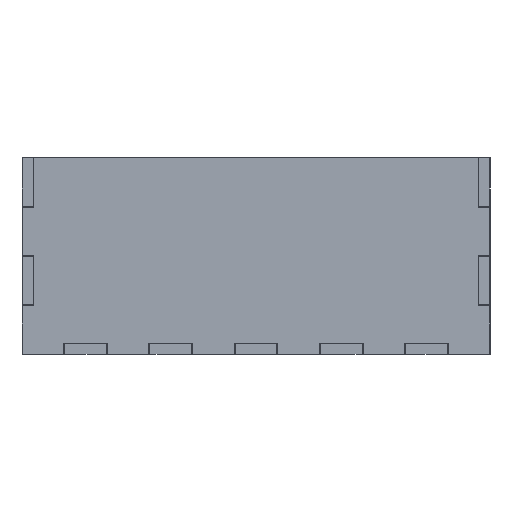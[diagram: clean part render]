
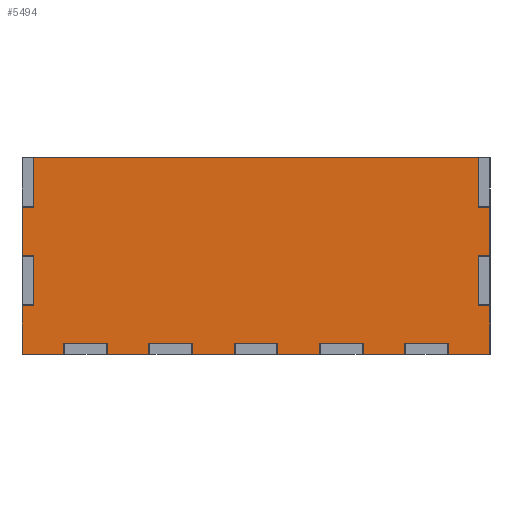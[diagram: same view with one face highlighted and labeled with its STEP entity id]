
A CAD part, left-side view. The second image highlights one B-rep face of the part: STEP entity #5494.
In plain terms, the highlighted planar face has unit normal (-1, 0, 0).
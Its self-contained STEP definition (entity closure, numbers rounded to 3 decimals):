
#264=FACE_OUTER_BOUND('',#534,.T.);
#534=EDGE_LOOP('',(#4701,#4702,#4703,#4704,#4705,#4706,#4707,#4708,#4709,
#4710,#4711,#4712,#4713,#4714,#4715,#4716,#4717,#4718,#4719,#4720,#4721,
#4722,#4723,#4724,#4725,#4726,#4727,#4728,#4729,#4730,#4731,#4732,#4733,
#4734,#4735,#4736));
#1124=LINE('',#8289,#1904);
#1125=LINE('',#8292,#1905);
#1130=LINE('',#8301,#1910);
#1134=LINE('',#8310,#1914);
#1135=LINE('',#8313,#1915);
#1140=LINE('',#8322,#1920);
#1144=LINE('',#8331,#1924);
#1146=LINE('',#8337,#1926);
#1150=LINE('',#8343,#1930);
#1154=LINE('',#8352,#1934);
#1155=LINE('',#8355,#1935);
#1160=LINE('',#8364,#1940);
#1164=LINE('',#8373,#1944);
#1166=LINE('',#8379,#1946);
#1170=LINE('',#8385,#1950);
#1171=LINE('',#8388,#1951);
#1174=LINE('',#8393,#1954);
#1176=LINE('',#8396,#1956);
#1179=LINE('',#8400,#1959);
#1181=LINE('',#8403,#1961);
#1199=LINE('',#8440,#1979);
#1202=LINE('',#8445,#1982);
#1204=LINE('',#8450,#1984);
#1207=LINE('',#8456,#1987);
#1209=LINE('',#8459,#1989);
#1210=LINE('',#8461,#1990);
#1211=LINE('',#8463,#1991);
#1214=LINE('',#8469,#1994);
#1215=LINE('',#8472,#1995);
#1218=LINE('',#8477,#1998);
#1220=LINE('',#8482,#2000);
#1223=LINE('',#8487,#2003);
#1224=LINE('',#8490,#2004);
#1226=LINE('',#8493,#2006);
#1227=LINE('',#8495,#2007);
#1228=LINE('',#8497,#2008);
#1904=VECTOR('',#6782,10.);
#1905=VECTOR('',#6785,10.);
#1910=VECTOR('',#6792,10.);
#1914=VECTOR('',#6798,10.);
#1915=VECTOR('',#6801,10.);
#1920=VECTOR('',#6808,10.);
#1924=VECTOR('',#6814,10.);
#1926=VECTOR('',#6818,10.);
#1930=VECTOR('',#6824,10.);
#1934=VECTOR('',#6830,10.);
#1935=VECTOR('',#6833,10.);
#1940=VECTOR('',#6840,10.);
#1944=VECTOR('',#6846,10.);
#1946=VECTOR('',#6850,10.);
#1950=VECTOR('',#6856,10.);
#1951=VECTOR('',#6859,10.);
#1954=VECTOR('',#6864,10.);
#1956=VECTOR('',#6868,10.);
#1959=VECTOR('',#6873,10.);
#1961=VECTOR('',#6877,10.);
#1979=VECTOR('',#6899,10.);
#1982=VECTOR('',#6904,10.);
#1984=VECTOR('',#6908,10.);
#1987=VECTOR('',#6913,10.);
#1989=VECTOR('',#6917,10.);
#1990=VECTOR('',#6920,10.);
#1991=VECTOR('',#6923,10.);
#1994=VECTOR('',#6928,10.);
#1995=VECTOR('',#6931,10.);
#1998=VECTOR('',#6936,10.);
#2000=VECTOR('',#6940,10.);
#2003=VECTOR('',#6945,10.);
#2004=VECTOR('',#6948,10.);
#2006=VECTOR('',#6952,10.);
#2007=VECTOR('',#6955,10.);
#2008=VECTOR('',#6958,10.);
#2502=VERTEX_POINT('',#8283);
#2504=VERTEX_POINT('',#8287);
#2505=VERTEX_POINT('',#8291);
#2508=VERTEX_POINT('',#8299);
#2510=VERTEX_POINT('',#8304);
#2512=VERTEX_POINT('',#8308);
#2513=VERTEX_POINT('',#8312);
#2516=VERTEX_POINT('',#8320);
#2517=VERTEX_POINT('',#8324);
#2520=VERTEX_POINT('',#8329);
#2522=VERTEX_POINT('',#8334);
#2523=VERTEX_POINT('',#8336);
#2526=VERTEX_POINT('',#8346);
#2528=VERTEX_POINT('',#8350);
#2529=VERTEX_POINT('',#8354);
#2532=VERTEX_POINT('',#8362);
#2533=VERTEX_POINT('',#8366);
#2536=VERTEX_POINT('',#8371);
#2538=VERTEX_POINT('',#8376);
#2539=VERTEX_POINT('',#8378);
#2541=VERTEX_POINT('',#8387);
#2558=VERTEX_POINT('',#8437);
#2559=VERTEX_POINT('',#8439);
#2560=VERTEX_POINT('',#8443);
#2561=VERTEX_POINT('',#8447);
#2562=VERTEX_POINT('',#8449);
#2563=VERTEX_POINT('',#8453);
#2564=VERTEX_POINT('',#8455);
#2565=VERTEX_POINT('',#8465);
#2566=VERTEX_POINT('',#8467);
#2567=VERTEX_POINT('',#8471);
#2568=VERTEX_POINT('',#8475);
#2569=VERTEX_POINT('',#8479);
#2570=VERTEX_POINT('',#8481);
#2571=VERTEX_POINT('',#8485);
#2572=VERTEX_POINT('',#8489);
#3204=EDGE_CURVE('',#2502,#2504,#1124,.T.);
#3205=EDGE_CURVE('',#2505,#2502,#1125,.T.);
#3210=EDGE_CURVE('',#2504,#2508,#1130,.T.);
#3214=EDGE_CURVE('',#2510,#2512,#1134,.T.);
#3215=EDGE_CURVE('',#2513,#2510,#1135,.T.);
#3220=EDGE_CURVE('',#2512,#2516,#1140,.T.);
#3224=EDGE_CURVE('',#2517,#2520,#1144,.T.);
#3226=EDGE_CURVE('',#2523,#2522,#1146,.T.);
#3230=EDGE_CURVE('',#2522,#2517,#1150,.T.);
#3234=EDGE_CURVE('',#2526,#2528,#1154,.T.);
#3235=EDGE_CURVE('',#2529,#2526,#1155,.T.);
#3240=EDGE_CURVE('',#2528,#2532,#1160,.T.);
#3244=EDGE_CURVE('',#2533,#2536,#1164,.T.);
#3246=EDGE_CURVE('',#2539,#2538,#1166,.T.);
#3250=EDGE_CURVE('',#2538,#2533,#1170,.T.);
#3251=EDGE_CURVE('',#2513,#2541,#1171,.T.);
#3254=EDGE_CURVE('',#2505,#2532,#1174,.T.);
#3256=EDGE_CURVE('',#2523,#2536,#1176,.T.);
#3259=EDGE_CURVE('',#2529,#2520,#1179,.T.);
#3261=EDGE_CURVE('',#2539,#2516,#1181,.T.);
#3279=EDGE_CURVE('',#2559,#2558,#1199,.T.);
#3282=EDGE_CURVE('',#2558,#2560,#1202,.T.);
#3284=EDGE_CURVE('',#2562,#2561,#1204,.T.);
#3287=EDGE_CURVE('',#2564,#2563,#1207,.T.);
#3289=EDGE_CURVE('',#2563,#2562,#1209,.T.);
#3290=EDGE_CURVE('',#2541,#2561,#1210,.T.);
#3291=EDGE_CURVE('',#2564,#2560,#1211,.T.);
#3294=EDGE_CURVE('',#2565,#2566,#1214,.T.);
#3295=EDGE_CURVE('',#2567,#2565,#1215,.T.);
#3298=EDGE_CURVE('',#2566,#2568,#1218,.T.);
#3300=EDGE_CURVE('',#2570,#2569,#1220,.T.);
#3303=EDGE_CURVE('',#2569,#2571,#1223,.T.);
#3304=EDGE_CURVE('',#2567,#2572,#1224,.T.);
#3306=EDGE_CURVE('',#2559,#2571,#1226,.T.);
#3307=EDGE_CURVE('',#2572,#2508,#1227,.T.);
#3308=EDGE_CURVE('',#2570,#2568,#1228,.T.);
#4701=ORIENTED_EDGE('',*,*,#3210,.T.);
#4702=ORIENTED_EDGE('',*,*,#3307,.F.);
#4703=ORIENTED_EDGE('',*,*,#3304,.F.);
#4704=ORIENTED_EDGE('',*,*,#3295,.T.);
#4705=ORIENTED_EDGE('',*,*,#3294,.T.);
#4706=ORIENTED_EDGE('',*,*,#3298,.T.);
#4707=ORIENTED_EDGE('',*,*,#3308,.F.);
#4708=ORIENTED_EDGE('',*,*,#3300,.T.);
#4709=ORIENTED_EDGE('',*,*,#3303,.T.);
#4710=ORIENTED_EDGE('',*,*,#3306,.F.);
#4711=ORIENTED_EDGE('',*,*,#3279,.T.);
#4712=ORIENTED_EDGE('',*,*,#3282,.T.);
#4713=ORIENTED_EDGE('',*,*,#3291,.F.);
#4714=ORIENTED_EDGE('',*,*,#3287,.T.);
#4715=ORIENTED_EDGE('',*,*,#3289,.T.);
#4716=ORIENTED_EDGE('',*,*,#3284,.T.);
#4717=ORIENTED_EDGE('',*,*,#3290,.F.);
#4718=ORIENTED_EDGE('',*,*,#3251,.F.);
#4719=ORIENTED_EDGE('',*,*,#3215,.T.);
#4720=ORIENTED_EDGE('',*,*,#3214,.T.);
#4721=ORIENTED_EDGE('',*,*,#3220,.T.);
#4722=ORIENTED_EDGE('',*,*,#3261,.F.);
#4723=ORIENTED_EDGE('',*,*,#3246,.T.);
#4724=ORIENTED_EDGE('',*,*,#3250,.T.);
#4725=ORIENTED_EDGE('',*,*,#3244,.T.);
#4726=ORIENTED_EDGE('',*,*,#3256,.F.);
#4727=ORIENTED_EDGE('',*,*,#3226,.T.);
#4728=ORIENTED_EDGE('',*,*,#3230,.T.);
#4729=ORIENTED_EDGE('',*,*,#3224,.T.);
#4730=ORIENTED_EDGE('',*,*,#3259,.F.);
#4731=ORIENTED_EDGE('',*,*,#3235,.T.);
#4732=ORIENTED_EDGE('',*,*,#3234,.T.);
#4733=ORIENTED_EDGE('',*,*,#3240,.T.);
#4734=ORIENTED_EDGE('',*,*,#3254,.F.);
#4735=ORIENTED_EDGE('',*,*,#3205,.T.);
#4736=ORIENTED_EDGE('',*,*,#3204,.T.);
#5224=PLANE('',#5807);
#5494=ADVANCED_FACE('',(#264),#5224,.F.);
#5807=AXIS2_PLACEMENT_3D('',#8498,#6959,#6960);
#6782=DIRECTION('',(0.,-1.,0.));
#6785=DIRECTION('',(0.,0.,1.));
#6792=DIRECTION('',(0.,0.,-1.));
#6798=DIRECTION('',(0.,-1.,0.));
#6801=DIRECTION('',(0.,0.,1.));
#6808=DIRECTION('',(0.,0.,-1.));
#6814=DIRECTION('',(0.,0.,-1.));
#6818=DIRECTION('',(0.,0.,1.));
#6824=DIRECTION('',(0.,-1.,0.));
#6830=DIRECTION('',(0.,-1.,0.));
#6833=DIRECTION('',(0.,0.,1.));
#6840=DIRECTION('',(0.,0.,-1.));
#6846=DIRECTION('',(0.,0.,-1.));
#6850=DIRECTION('',(0.,0.,1.));
#6856=DIRECTION('',(0.,-1.,0.));
#6859=DIRECTION('',(0.,1.,0.));
#6864=DIRECTION('',(0.,1.,0.));
#6868=DIRECTION('',(0.,1.,0.));
#6873=DIRECTION('',(0.,1.,0.));
#6877=DIRECTION('',(0.,1.,0.));
#6899=DIRECTION('',(0.,0.,-1.));
#6904=DIRECTION('',(0.,1.,0.));
#6908=DIRECTION('',(0.,1.,0.));
#6913=DIRECTION('',(0.,-1.,0.));
#6917=DIRECTION('',(0.,0.,-1.));
#6920=DIRECTION('',(0.,0.,1.));
#6923=DIRECTION('',(0.,0.,1.));
#6928=DIRECTION('',(0.,0.,1.));
#6931=DIRECTION('',(0.,1.,0.));
#6936=DIRECTION('',(0.,-1.,0.));
#6940=DIRECTION('',(0.,1.,0.));
#6945=DIRECTION('',(0.,0.,1.));
#6948=DIRECTION('',(0.,0.,-1.));
#6952=DIRECTION('',(0.,-1.,0.));
#6955=DIRECTION('',(0.,1.,0.));
#6958=DIRECTION('',(0.,0.,-1.));
#6959=DIRECTION('center_axis',(1.,0.,0.));
#6960=DIRECTION('ref_axis',(0.,1.,0.));
#8283=CARTESIAN_POINT('',(0.,45.545,6.));
#8287=CARTESIAN_POINT('',(0.,22.273,6.));
#8289=CARTESIAN_POINT('',(0.,125.,6.));
#8291=CARTESIAN_POINT('',(0.,45.545,0.));
#8292=CARTESIAN_POINT('',(0.,45.545,27.75));
#8299=CARTESIAN_POINT('',(0.,22.273,0.));
#8301=CARTESIAN_POINT('',(0.,22.273,27.75));
#8304=CARTESIAN_POINT('',(0.,227.727,6.));
#8308=CARTESIAN_POINT('',(0.,204.455,6.));
#8310=CARTESIAN_POINT('',(0.,125.,6.));
#8312=CARTESIAN_POINT('',(0.,227.727,0.));
#8313=CARTESIAN_POINT('',(0.,227.727,27.75));
#8320=CARTESIAN_POINT('',(0.,204.455,0.));
#8322=CARTESIAN_POINT('',(0.,204.455,27.75));
#8324=CARTESIAN_POINT('',(0.,113.364,6.));
#8329=CARTESIAN_POINT('',(0.,113.364,0.));
#8331=CARTESIAN_POINT('',(0.,113.364,27.75));
#8334=CARTESIAN_POINT('',(0.,136.636,6.));
#8336=CARTESIAN_POINT('',(0.,136.636,0.));
#8337=CARTESIAN_POINT('',(0.,136.636,27.75));
#8343=CARTESIAN_POINT('',(0.,125.,6.));
#8346=CARTESIAN_POINT('',(0.,91.091,6.));
#8350=CARTESIAN_POINT('',(0.,67.818,6.));
#8352=CARTESIAN_POINT('',(0.,125.,6.));
#8354=CARTESIAN_POINT('',(0.,91.091,0.));
#8355=CARTESIAN_POINT('',(0.,91.091,27.75));
#8362=CARTESIAN_POINT('',(0.,67.818,0.));
#8364=CARTESIAN_POINT('',(0.,67.818,27.75));
#8366=CARTESIAN_POINT('',(0.,158.909,6.));
#8371=CARTESIAN_POINT('',(0.,158.909,0.));
#8373=CARTESIAN_POINT('',(0.,158.909,27.75));
#8376=CARTESIAN_POINT('',(0.,182.182,6.));
#8378=CARTESIAN_POINT('',(0.,182.182,0.));
#8379=CARTESIAN_POINT('',(0.,182.182,27.75));
#8385=CARTESIAN_POINT('',(0.,125.,6.));
#8387=CARTESIAN_POINT('',(0.,250.,0.));
#8388=CARTESIAN_POINT('',(0.,0.,0.));
#8393=CARTESIAN_POINT('',(0.,0.,0.));
#8396=CARTESIAN_POINT('',(0.,0.,0.));
#8400=CARTESIAN_POINT('',(0.,0.,0.));
#8403=CARTESIAN_POINT('',(0.,0.,0.));
#8437=CARTESIAN_POINT('',(0.,244.,78.625));
#8439=CARTESIAN_POINT('',(0.,244.,105.));
#8440=CARTESIAN_POINT('',(0.,244.,52.5));
#8443=CARTESIAN_POINT('',(0.,250.,78.625));
#8445=CARTESIAN_POINT('',(0.,186.,78.625));
#8447=CARTESIAN_POINT('',(0.,250.,25.875));
#8449=CARTESIAN_POINT('',(0.,244.,25.875));
#8450=CARTESIAN_POINT('',(0.,186.,25.875));
#8453=CARTESIAN_POINT('',(0.,244.,52.75));
#8455=CARTESIAN_POINT('',(0.,250.,52.75));
#8456=CARTESIAN_POINT('',(0.,186.,52.75));
#8459=CARTESIAN_POINT('',(0.,244.,52.5));
#8461=CARTESIAN_POINT('',(0.,250.,0.));
#8463=CARTESIAN_POINT('',(0.,250.,0.));
#8465=CARTESIAN_POINT('',(0.,6.,25.875));
#8467=CARTESIAN_POINT('',(0.,6.,52.75));
#8469=CARTESIAN_POINT('',(0.,6.,52.5));
#8471=CARTESIAN_POINT('',(0.,0.,25.875));
#8472=CARTESIAN_POINT('',(0.,64.,25.875));
#8475=CARTESIAN_POINT('',(0.,0.,52.75));
#8477=CARTESIAN_POINT('',(0.,64.,52.75));
#8479=CARTESIAN_POINT('',(0.,6.,78.625));
#8481=CARTESIAN_POINT('',(0.,0.,78.625));
#8482=CARTESIAN_POINT('',(0.,64.,78.625));
#8485=CARTESIAN_POINT('',(0.,6.,105.));
#8487=CARTESIAN_POINT('',(0.,6.,52.5));
#8489=CARTESIAN_POINT('',(0.,0.,0.));
#8490=CARTESIAN_POINT('',(0.,0.,105.));
#8493=CARTESIAN_POINT('',(0.,250.,105.));
#8495=CARTESIAN_POINT('',(0.,0.,0.));
#8497=CARTESIAN_POINT('',(0.,0.,105.));
#8498=CARTESIAN_POINT('Origin',(0.,125.,52.5));
